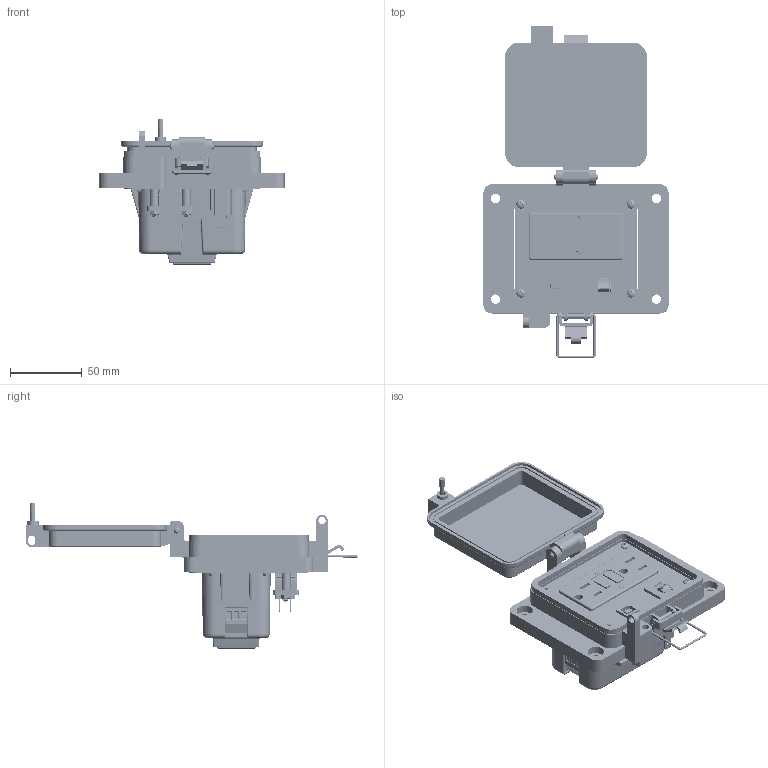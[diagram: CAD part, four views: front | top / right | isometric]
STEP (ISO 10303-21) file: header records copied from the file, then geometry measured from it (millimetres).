
FILE_DESCRIPTION (( 'STEP AP203' ), '1' );
FILE_NAME ('P-P27-K3RF3_3D.STEP', '2022-01-12T21:24:34', ( '' ), ( '' ), 'SwSTEP 2.0', 'SolidWorks 2021', '' );
FILE_SCHEMA (( 'CONFIG_CONTROL_DESIGN' ));
Length unit declared in the file: millimetre
Products named in the file (18): Z-000-440112FH_90273A119; RF; P-P27-K3RF3_FP060_1; P-P27-K3RF3_3D; Z-300-USB-B-FF; Z-H-K3_B; P-P27-K3RF3_BP180_1; Z-CB-SM; P27; CBX; Z-200-OTLT-GFIH-15A_sheared; -K3; P-P27-K3RF3_TP120_1; 92005A124_METRIC PAN HEAD PHILLIPS MACHINE SCREW_92005A124; Z-200-OTLT-RIOF-15A; Z-001-SPR_9_16; Z-002-4401_4HN_90675A005; Z-120-RIOF-SHELL
Assembly tree (25 placements, depth 4):
  P-P27-K3RF3_3D
    -K3
      Z-H-K3_B
    P-P27-K3RF3_FP060_1
    P-P27-K3RF3_BP180_1
    P-P27-K3RF3_TP120_1
    P27
      Z-300-USB-B-FF
    Z-000-440112FH_90273A119  x2
    Z-001-SPR_9_16  x4
    Z-002-4401_4HN_90675A005  x2
    CBX
      Z-CB-SM
    RF
      Z-200-OTLT-RIOF-15A
        Z-120-RIOF-SHELL
        Z-200-OTLT-GFIH-15A_sheared
    92005A124_METRIC PAN HEAD PHILLIPS MACHINE SCREW_92005A124  x4
Bounding box: 129 x 231.18 x 101.47 mm (x, y, z)
Volume: 304082.6 mm3; surface area: 185689.2 mm2
Topology: 44 solids, 50 shells, 6385 faces, 16840 edges, 10710 vertices
Faces by surface type: cylinder 2417, plane 2371, bspline 1254, cone 196, torus 89, sphere 58
Entity records: 233509 total; most frequent: CARTESIAN_POINT 110367, ORIENTED_EDGE 28364, DIRECTION 20495, EDGE_CURVE 14182, VERTEX_POINT 8967, VECTOR 7979, LINE 7979, AXIS2_PLACEMENT_3D 6258
